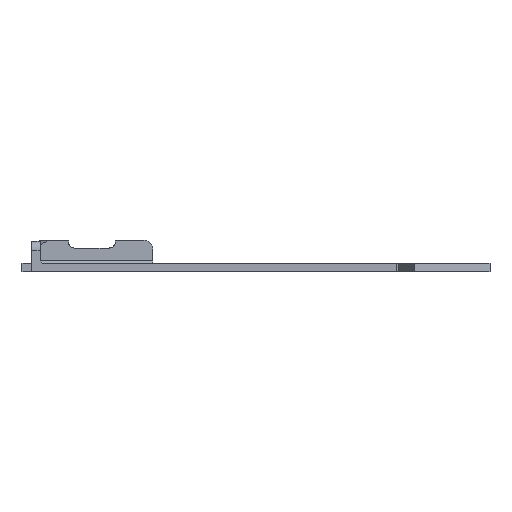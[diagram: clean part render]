
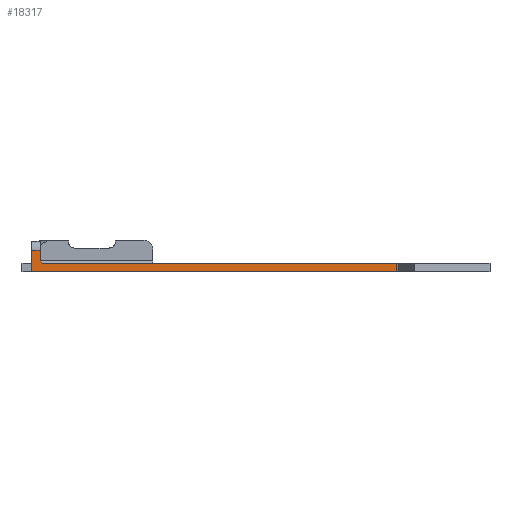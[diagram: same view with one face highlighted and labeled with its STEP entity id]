
A CAD part, left-side view. The second image highlights one B-rep face of the part: STEP entity #18317.
In plain terms, the highlighted planar face has unit normal (-1, 0, 0).
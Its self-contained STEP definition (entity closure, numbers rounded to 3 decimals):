
#200 = VERTEX_POINT ( 'NONE', #465 ) ;
#295 = ORIENTED_EDGE ( 'NONE', *, *, #11462, .F. ) ;
#395 = VERTEX_POINT ( 'NONE', #21860 ) ;
#465 = CARTESIAN_POINT ( 'NONE',  ( 164.585, -47.455, 2.15 ) ) ;
#1415 = VECTOR ( 'NONE', #27447, 1000. ) ;
#1626 = VECTOR ( 'NONE', #35716, 1000. ) ;
#2344 = ORIENTED_EDGE ( 'NONE', *, *, #33534, .F. ) ;
#2358 = DIRECTION ( 'NONE',  ( 0., 1., 0. ) ) ;
#2444 = LINE ( 'NONE', #37182, #25739 ) ;
#2590 = CARTESIAN_POINT ( 'NONE',  ( 164.585, -121.58, 0. ) ) ;
#4278 = CARTESIAN_POINT ( 'NONE',  ( 164.585, -47.655, 2.15 ) ) ;
#4587 = VECTOR ( 'NONE', #2358, 1000. ) ;
#5170 = VECTOR ( 'NONE', #29686, 1000. ) ;
#5262 = AXIS2_PLACEMENT_3D ( 'NONE', #33167, #6976, #23870 ) ;
#5577 = CARTESIAN_POINT ( 'NONE',  ( 164.585, -47.655, -2.2 ) ) ;
#6344 = LINE ( 'NONE', #20950, #5170 ) ;
#6976 = DIRECTION ( 'NONE',  ( -1., 0., 0. ) ) ;
#8461 = DIRECTION ( 'NONE',  ( 0., 0., -1. ) ) ;
#8925 = EDGE_LOOP ( 'NONE', ( #19616, #11615, #19250, #17381, #14377, #295, #2344 ) ) ;
#9519 = CARTESIAN_POINT ( 'NONE',  ( 164.585, -121.58, -0.5 ) ) ;
#9911 = VERTEX_POINT ( 'NONE', #25943 ) ;
#11011 = CARTESIAN_POINT ( 'NONE',  ( 164.585, -47.455, 1.875 ) ) ;
#11021 = CARTESIAN_POINT ( 'NONE',  ( 164.585, -121.58, -2.2 ) ) ;
#11188 = VECTOR ( 'NONE', #16524, 1000. ) ;
#11309 = LINE ( 'NONE', #2590, #24399 ) ;
#11462 = EDGE_CURVE ( 'NONE', #395, #200, #21716, .T. ) ;
#11615 = ORIENTED_EDGE ( 'NONE', *, *, #31390, .F. ) ;
#14377 = ORIENTED_EDGE ( 'NONE', *, *, #28553, .F. ) ;
#14698 = CARTESIAN_POINT ( 'NONE',  ( 164.585, -49.155, 2.15 ) ) ;
#15314 = PLANE ( 'NONE',  #5262 ) ;
#16524 = DIRECTION ( 'NONE',  ( 0., 0., 1. ) ) ;
#17381 = ORIENTED_EDGE ( 'NONE', *, *, #36033, .F. ) ;
#17736 = VERTEX_POINT ( 'NONE', #14698 ) ;
#18317 = ADVANCED_FACE ( 'NONE', ( #32975 ), #15314, .T. ) ;
#19250 = ORIENTED_EDGE ( 'NONE', *, *, #35250, .F. ) ;
#19616 = ORIENTED_EDGE ( 'NONE', *, *, #27498, .F. ) ;
#20950 = CARTESIAN_POINT ( 'NONE',  ( 164.585, -49.155, -2. ) ) ;
#21716 = LINE ( 'NONE', #11011, #11188 ) ;
#21822 = CARTESIAN_POINT ( 'NONE',  ( 164.585, -49.03, 0.125 ) ) ;
#21860 = CARTESIAN_POINT ( 'NONE',  ( 164.585, -47.455, -2.2 ) ) ;
#23870 = DIRECTION ( 'NONE',  ( 0., 0., 1. ) ) ;
#24399 = VECTOR ( 'NONE', #8461, 1000. ) ;
#25739 = VECTOR ( 'NONE', #34710, 1000. ) ;
#25943 = CARTESIAN_POINT ( 'NONE',  ( 164.585, -49.155, 0. ) ) ;
#27447 = DIRECTION ( 'NONE',  ( 0., -1., 0. ) ) ;
#27498 = EDGE_CURVE ( 'NONE', #31096, #30995, #11309, .T. ) ;
#28553 = EDGE_CURVE ( 'NONE', #200, #17736, #30288, .T. ) ;
#29526 = VERTEX_POINT ( 'NONE', #32127 ) ;
#29686 = DIRECTION ( 'NONE',  ( 0., 0., -1. ) ) ;
#30288 = LINE ( 'NONE', #4278, #1415 ) ;
#30995 = VERTEX_POINT ( 'NONE', #11021 ) ;
#31096 = VERTEX_POINT ( 'NONE', #9519 ) ;
#31390 = EDGE_CURVE ( 'NONE', #29526, #31096, #2444, .T. ) ;
#31572 = LINE ( 'NONE', #5577, #4587 ) ;
#32127 = CARTESIAN_POINT ( 'NONE',  ( 164.585, -49.655, -0.5 ) ) ;
#32975 = FACE_OUTER_BOUND ( 'NONE', #8925, .T. ) ;
#33167 = CARTESIAN_POINT ( 'NONE',  ( 164.585, -47.655, -0.5 ) ) ;
#33418 = LINE ( 'NONE', #21822, #1626 ) ;
#33534 = EDGE_CURVE ( 'NONE', #30995, #395, #31572, .T. ) ;
#34710 = DIRECTION ( 'NONE',  ( 0., -1., 0. ) ) ;
#35250 = EDGE_CURVE ( 'NONE', #9911, #29526, #33418, .T. ) ;
#35716 = DIRECTION ( 'NONE',  ( 0., -0.707, -0.707 ) ) ;
#36033 = EDGE_CURVE ( 'NONE', #17736, #9911, #6344, .T. ) ;
#37182 = CARTESIAN_POINT ( 'NONE',  ( 164.585, -47.655, -0.5 ) ) ;
